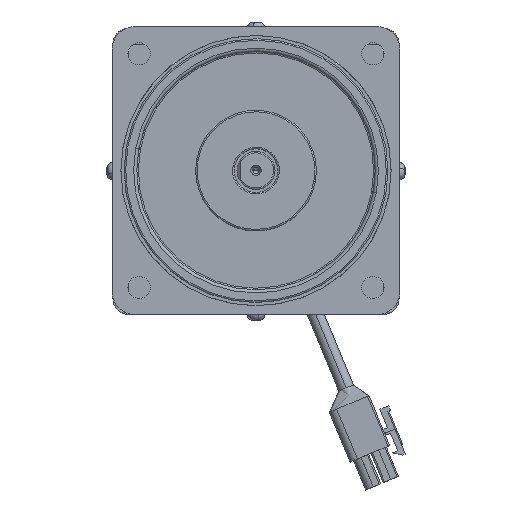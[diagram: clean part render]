
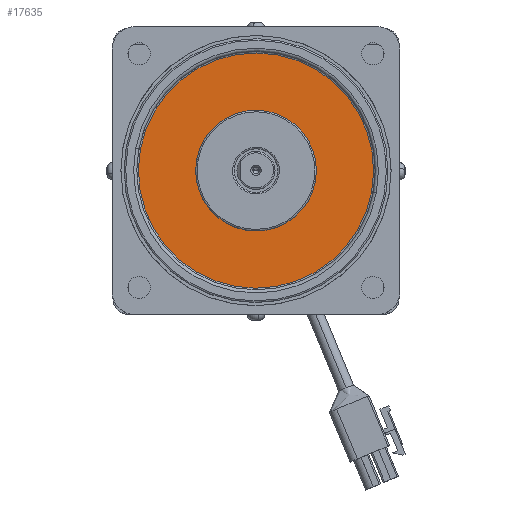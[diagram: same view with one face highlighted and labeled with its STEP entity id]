
A CAD part, top view. The second image highlights one B-rep face of the part: STEP entity #17635.
In plain terms, the highlighted face is planar.
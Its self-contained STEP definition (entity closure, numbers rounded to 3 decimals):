
#9639 = CARTESIAN_POINT ( 'NONE',  ( 37., 0., -20.5 ) ) ;
#9738 = CARTESIAN_POINT ( 'NONE',  ( 0., 0., -20.5 ) ) ;
#9749 = CARTESIAN_POINT ( 'NONE',  ( -37., 0., -20.5 ) ) ;
#9782 = DIRECTION ( 'NONE',  ( 1., 0., 0. ) ) ;
#9783 = DIRECTION ( 'NONE',  ( 0., 0., -1. ) ) ;
#9784 = AXIS2_PLACEMENT_3D ( 'NONE', #9738, #9783, #9782 ) ;
#9785 = CIRCLE ( 'NONE', #9784, 37. ) ;
#9820 = CIRCLE ( 'NONE', #9888, 19. ) ;
#9826 = CARTESIAN_POINT ( 'NONE',  ( 0., 0., -20.5 ) ) ;
#9832 = CARTESIAN_POINT ( 'NONE',  ( -19., 0., -20.5 ) ) ;
#9849 = CARTESIAN_POINT ( 'NONE',  ( 19., 0., -20.5 ) ) ;
#9886 = DIRECTION ( 'NONE',  ( 1., 0., 0. ) ) ;
#9887 = DIRECTION ( 'NONE',  ( 0., 0., 1. ) ) ;
#9888 = AXIS2_PLACEMENT_3D ( 'NONE', #9826, #9887, #9886 ) ;
#9981 = AXIS2_PLACEMENT_3D ( 'NONE', #9986, #10034, #10033 ) ;
#9986 = CARTESIAN_POINT ( 'NONE',  ( 0., 0., -20.5 ) ) ;
#10016 = DIRECTION ( 'NONE',  ( 1., 0., 0. ) ) ;
#10017 = DIRECTION ( 'NONE',  ( 0., 0., 1. ) ) ;
#10018 = CARTESIAN_POINT ( 'NONE',  ( 0., 0., -20.5 ) ) ;
#10019 = AXIS2_PLACEMENT_3D ( 'NONE', #10018, #10017, #10016 ) ;
#10020 = CIRCLE ( 'NONE', #10019, 19. ) ;
#10033 = DIRECTION ( 'NONE',  ( 1., 0., 0. ) ) ;
#10034 = DIRECTION ( 'NONE',  ( 0., 0., -1. ) ) ;
#10041 = CIRCLE ( 'NONE', #9981, 37. ) ;
#10086 = CARTESIAN_POINT ( 'NONE',  ( 0., 37.5, -20.5 ) ) ;
#10110 = DIRECTION ( 'NONE',  ( 1., 0., 0. ) ) ;
#10111 = DIRECTION ( 'NONE',  ( 0., 0., 1. ) ) ;
#10119 = PLANE ( 'NONE',  #10131 ) ;
#10125 = FACE_BOUND ( 'NONE', #17586, .T. ) ;
#10129 = FACE_OUTER_BOUND ( 'NONE', #17587, .T. ) ;
#10131 = AXIS2_PLACEMENT_3D ( 'NONE', #10086, #10111, #10110 ) ;
#17414 = VERTEX_POINT ( 'NONE', #9639 ) ;
#17429 = VERTEX_POINT ( 'NONE', #9749 ) ;
#17436 = EDGE_CURVE ( 'NONE', #17414, #17429, #9785, .T. ) ;
#17469 = VERTEX_POINT ( 'NONE', #9849 ) ;
#17482 = VERTEX_POINT ( 'NONE', #9832 ) ;
#17484 = EDGE_CURVE ( 'NONE', #17469, #17482, #9820, .T. ) ;
#17577 = EDGE_CURVE ( 'NONE', #17429, #17414, #10041, .T. ) ;
#17580 = ORIENTED_EDGE ( 'NONE', *, *, #17436, .T. ) ;
#17585 = EDGE_CURVE ( 'NONE', #17482, #17469, #10020, .T. ) ;
#17586 = EDGE_LOOP ( 'NONE', ( #17638, #17641 ) ) ;
#17587 = EDGE_LOOP ( 'NONE', ( #17580, #17634 ) ) ;
#17634 = ORIENTED_EDGE ( 'NONE', *, *, #17577, .T. ) ;
#17635 = ADVANCED_FACE ( 'NONE', ( #10129, #10125 ), #10119, .F. ) ;
#17638 = ORIENTED_EDGE ( 'NONE', *, *, #17484, .T. ) ;
#17641 = ORIENTED_EDGE ( 'NONE', *, *, #17585, .T. ) ;
